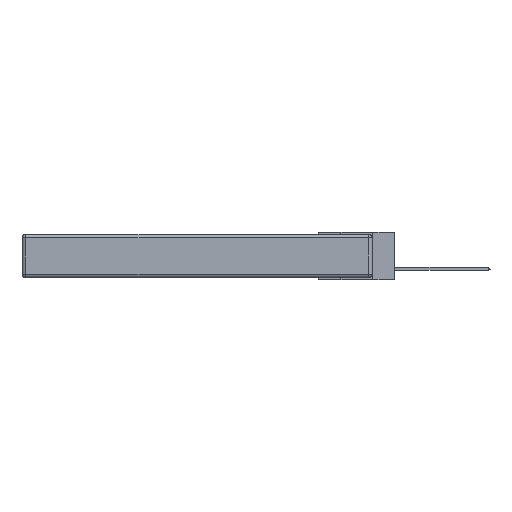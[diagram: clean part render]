
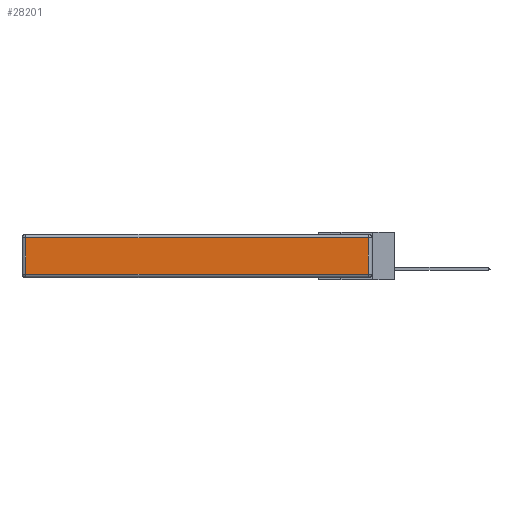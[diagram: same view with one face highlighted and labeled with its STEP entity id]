
A CAD part, left-side view. The second image highlights one B-rep face of the part: STEP entity #28201.
In plain terms, the highlighted planar face has unit normal (-1, 0, 0).
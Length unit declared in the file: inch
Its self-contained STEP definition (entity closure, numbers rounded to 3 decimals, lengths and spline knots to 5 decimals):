
#470 = LINE ( 'NONE', #3022, #831 ) ;
#831 = VECTOR ( 'NONE', #3499, 39.37008 ) ;
#1458 = EDGE_CURVE ( 'NONE', #7142, #25388, #470, .T. ) ;
#1465 = PLANE ( 'NONE',  #14161 ) ;
#3022 = CARTESIAN_POINT ( 'NONE',  ( 0., 0.03, -0.343 ) ) ;
#3429 = EDGE_CURVE ( 'NONE', #25221, #7142, #17613, .T. ) ;
#3499 = DIRECTION ( 'NONE',  ( 0., 0., 1. ) ) ;
#3601 = CARTESIAN_POINT ( 'NONE',  ( 0., 2.72, -0.343 ) ) ;
#5871 = DIRECTION ( 'NONE',  ( 0., 0., 1. ) ) ;
#6131 = LINE ( 'NONE', #3601, #14410 ) ;
#7067 = EDGE_CURVE ( 'NONE', #25388, #7315, #11051, .T. ) ;
#7142 = VERTEX_POINT ( 'NONE', #10904 ) ;
#7315 = VERTEX_POINT ( 'NONE', #9346 ) ;
#7732 = FACE_OUTER_BOUND ( 'NONE', #27864, .T. ) ;
#7822 = CARTESIAN_POINT ( 'NONE',  ( 0., 2.75, -0.03 ) ) ;
#9346 = CARTESIAN_POINT ( 'NONE',  ( 0., 2.72, -0.03 ) ) ;
#10904 = CARTESIAN_POINT ( 'NONE',  ( 0., 0.03, -0.313 ) ) ;
#11051 = LINE ( 'NONE', #7822, #15550 ) ;
#11723 = VECTOR ( 'NONE', #16631, 39.37008 ) ;
#14161 = AXIS2_PLACEMENT_3D ( 'NONE', #16907, #14748, #5871 ) ;
#14410 = VECTOR ( 'NONE', #28262, 39.37008 ) ;
#14748 = DIRECTION ( 'NONE',  ( -1., 0., 0. ) ) ;
#15290 = CARTESIAN_POINT ( 'NONE',  ( 0., 0.03, -0.03 ) ) ;
#15550 = VECTOR ( 'NONE', #21187, 39.37008 ) ;
#16631 = DIRECTION ( 'NONE',  ( 0., -1., 0. ) ) ;
#16907 = CARTESIAN_POINT ( 'NONE',  ( 0., 0., -0.343 ) ) ;
#17393 = ORIENTED_EDGE ( 'NONE', *, *, #1458, .T. ) ;
#17613 = LINE ( 'NONE', #21186, #11723 ) ;
#21077 = ORIENTED_EDGE ( 'NONE', *, *, #22709, .T. ) ;
#21186 = CARTESIAN_POINT ( 'NONE',  ( 0., 0., -0.313 ) ) ;
#21187 = DIRECTION ( 'NONE',  ( 0., 1., 0. ) ) ;
#22709 = EDGE_CURVE ( 'NONE', #7315, #25221, #6131, .T. ) ;
#23354 = ORIENTED_EDGE ( 'NONE', *, *, #3429, .T. ) ;
#25221 = VERTEX_POINT ( 'NONE', #25475 ) ;
#25388 = VERTEX_POINT ( 'NONE', #15290 ) ;
#25475 = CARTESIAN_POINT ( 'NONE',  ( 0., 2.72, -0.313 ) ) ;
#27507 = ORIENTED_EDGE ( 'NONE', *, *, #7067, .T. ) ;
#27864 = EDGE_LOOP ( 'NONE', ( #23354, #17393, #27507, #21077 ) ) ;
#28201 = ADVANCED_FACE ( 'NONE', ( #7732 ), #1465, .T. ) ;
#28262 = DIRECTION ( 'NONE',  ( 0., 0., -1. ) ) ;
